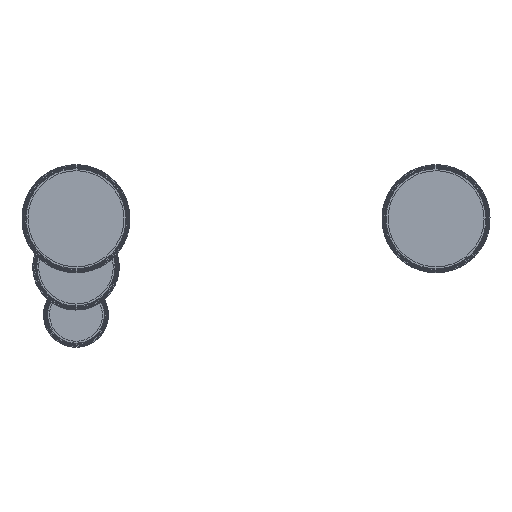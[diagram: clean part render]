
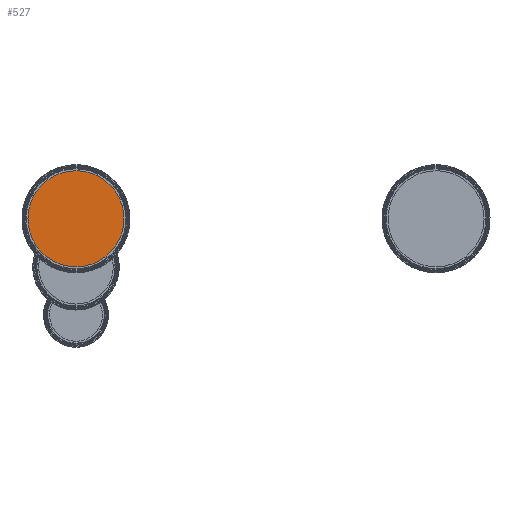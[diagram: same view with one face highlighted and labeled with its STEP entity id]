
A CAD part, top view. The second image highlights one B-rep face of the part: STEP entity #527.
In plain terms, the highlighted free-form (B-spline) face has degree [1, 1] with [2, 2] control points.
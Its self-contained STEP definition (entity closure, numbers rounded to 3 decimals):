
#527 = ADVANCED_FACE('',(#528),#550,.T.);
#528 = FACE_BOUND('',#529,.T.);
#529 = EDGE_LOOP('',(#530,#542));
#530 = ORIENTED_EDGE('',*,*,#531,.T.);
#531 = EDGE_CURVE('',#532,#534,#536,.T.);
#532 = VERTEX_POINT('',#533);
#533 = CARTESIAN_POINT('',(-1404.973,187.33,
    440.225));
#534 = VERTEX_POINT('',#535);
#535 = CARTESIAN_POINT('',(-1404.973,-187.33,
    440.225));
#536 = ( BOUNDED_CURVE() B_SPLINE_CURVE(2,(#537,#538,#539,#540,#541),
.UNSPECIFIED.,.F.,.F.) B_SPLINE_CURVE_WITH_KNOTS((3,2,3),(0.,
31.416,62.832),.UNSPECIFIED.) CURVE() 
GEOMETRIC_REPRESENTATION_ITEM() RATIONAL_B_SPLINE_CURVE((1.,
0.707,1.,0.707,1.)) REPRESENTATION_ITEM('') );
#537 = CARTESIAN_POINT('',(-1404.973,187.33,
    440.225));
#538 = CARTESIAN_POINT('',(-1592.303,187.33,
    440.225));
#539 = CARTESIAN_POINT('',(-1592.303,0.,
    440.225));
#540 = CARTESIAN_POINT('',(-1592.303,-187.33,
    440.225));
#541 = CARTESIAN_POINT('',(-1404.973,-187.33,
    440.225));
#542 = ORIENTED_EDGE('',*,*,#543,.T.);
#543 = EDGE_CURVE('',#534,#532,#544,.T.);
#544 = ( BOUNDED_CURVE() B_SPLINE_CURVE(2,(#545,#546,#547,#548,#549),
.UNSPECIFIED.,.F.,.F.) B_SPLINE_CURVE_WITH_KNOTS((3,2,3),(
    62.832,94.248,125.664),.UNSPECIFIED.) 
CURVE() GEOMETRIC_REPRESENTATION_ITEM() RATIONAL_B_SPLINE_CURVE((1.,
0.707,1.,0.707,1.)) REPRESENTATION_ITEM('') );
#545 = CARTESIAN_POINT('',(-1404.973,-187.33,
    440.225));
#546 = CARTESIAN_POINT('',(-1217.643,-187.33,
    440.225));
#547 = CARTESIAN_POINT('',(-1217.643,0.,
    440.225));
#548 = CARTESIAN_POINT('',(-1217.643,187.33,
    440.225));
#549 = CARTESIAN_POINT('',(-1404.973,187.33,
    440.225));
#550 = B_SPLINE_SURFACE_WITH_KNOTS('',1,1,(
    (#551,#552)
    ,(#553,#554
    )),.UNSPECIFIED.,.F.,.F.,.F.,(2,2),(2,2),(4.,404.),(
    4.,404.),.PIECEWISE_BEZIER_KNOTS.);
#551 = CARTESIAN_POINT('',(-1592.303,-187.33,
    440.225));
#552 = CARTESIAN_POINT('',(-1592.303,187.33,
    440.225));
#553 = CARTESIAN_POINT('',(-1217.643,-187.33,
    440.225));
#554 = CARTESIAN_POINT('',(-1217.643,187.33,
    440.225));
